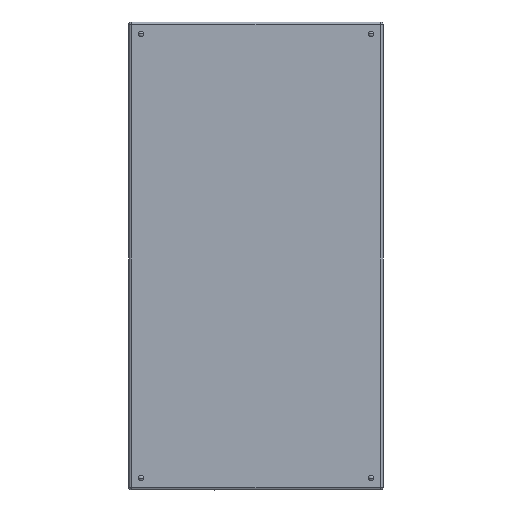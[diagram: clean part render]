
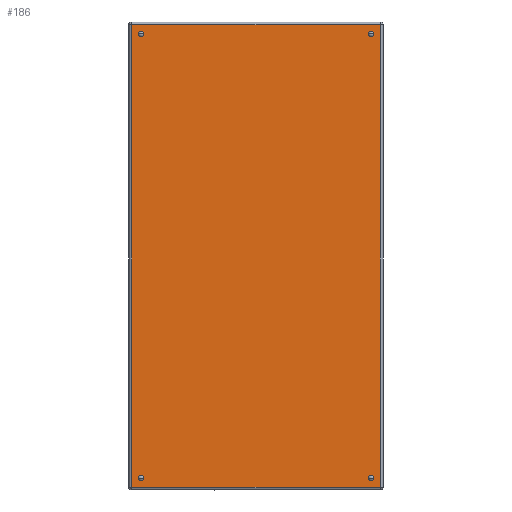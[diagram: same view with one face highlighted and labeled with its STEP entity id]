
A CAD part, front view. The second image highlights one B-rep face of the part: STEP entity #186.
In plain terms, the highlighted planar face has unit normal (0, -1, 0).
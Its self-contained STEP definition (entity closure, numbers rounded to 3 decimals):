
#42=FACE_BOUND('',#392,.T.);
#43=FACE_BOUND('',#393,.T.);
#44=FACE_BOUND('',#394,.T.);
#45=FACE_BOUND('',#395,.T.);
#46=FACE_BOUND('',#396,.T.);
#108=CIRCLE('',#1420,0.9);
#111=CIRCLE('',#1424,0.9);
#114=CIRCLE('',#1428,0.9);
#117=CIRCLE('',#1432,0.9);
#125=CIRCLE('',#1448,0.9);
#126=CIRCLE('',#1449,0.9);
#127=CIRCLE('',#1450,0.9);
#128=CIRCLE('',#1451,0.9);
#186=ADVANCED_FACE('',(#42,#43,#44,#45,#46),#264,.T.);
#264=PLANE('',#1452);
#392=EDGE_LOOP('',(#563,#564));
#393=EDGE_LOOP('',(#565,#566));
#394=EDGE_LOOP('',(#567,#568));
#395=EDGE_LOOP('',(#569,#570));
#396=EDGE_LOOP('',(#571,#572,#573,#574));
#563=ORIENTED_EDGE('',*,*,#1031,.T.);
#564=ORIENTED_EDGE('',*,*,#1068,.T.);
#565=ORIENTED_EDGE('',*,*,#1034,.T.);
#566=ORIENTED_EDGE('',*,*,#1069,.T.);
#567=ORIENTED_EDGE('',*,*,#1037,.T.);
#568=ORIENTED_EDGE('',*,*,#1070,.T.);
#569=ORIENTED_EDGE('',*,*,#1040,.T.);
#570=ORIENTED_EDGE('',*,*,#1071,.T.);
#571=ORIENTED_EDGE('',*,*,#1072,.T.);
#572=ORIENTED_EDGE('',*,*,#1073,.T.);
#573=ORIENTED_EDGE('',*,*,#1045,.T.);
#574=ORIENTED_EDGE('',*,*,#1074,.T.);
#906=VERTEX_POINT('',#2043);
#908=VERTEX_POINT('',#2046);
#909=VERTEX_POINT('',#2050);
#911=VERTEX_POINT('',#2053);
#912=VERTEX_POINT('',#2057);
#914=VERTEX_POINT('',#2060);
#915=VERTEX_POINT('',#2064);
#917=VERTEX_POINT('',#2067);
#919=VERTEX_POINT('',#2072);
#921=VERTEX_POINT('',#2077);
#922=VERTEX_POINT('',#2086);
#941=VERTEX_POINT('',#2135);
#1031=EDGE_CURVE('',#906,#908,#108,.T.);
#1034=EDGE_CURVE('',#909,#911,#111,.T.);
#1037=EDGE_CURVE('',#912,#914,#114,.T.);
#1040=EDGE_CURVE('',#915,#917,#117,.T.);
#1045=EDGE_CURVE('',#919,#921,#1218,.T.);
#1068=EDGE_CURVE('',#908,#906,#125,.T.);
#1069=EDGE_CURVE('',#911,#909,#126,.T.);
#1070=EDGE_CURVE('',#914,#912,#127,.T.);
#1071=EDGE_CURVE('',#917,#915,#128,.T.);
#1072=EDGE_CURVE('',#922,#941,#1235,.T.);
#1073=EDGE_CURVE('',#941,#919,#1236,.T.);
#1074=EDGE_CURVE('',#921,#922,#1237,.T.);
#1218=LINE('',#2078,#1320);
#1235=LINE('',#2134,#1337);
#1236=LINE('',#2136,#1338);
#1237=LINE('',#2137,#1339);
#1320=VECTOR('',#1606,1.);
#1337=VECTOR('',#1655,1.);
#1338=VECTOR('',#1656,1.);
#1339=VECTOR('',#1657,1.);
#1420=AXIS2_PLACEMENT_3D('',#2047,#1572,#1573);
#1424=AXIS2_PLACEMENT_3D('',#2054,#1580,#1581);
#1428=AXIS2_PLACEMENT_3D('',#2061,#1588,#1589);
#1432=AXIS2_PLACEMENT_3D('',#2068,#1596,#1597);
#1448=AXIS2_PLACEMENT_3D('',#2130,#1647,#1648);
#1449=AXIS2_PLACEMENT_3D('',#2131,#1649,#1650);
#1450=AXIS2_PLACEMENT_3D('',#2132,#1651,#1652);
#1451=AXIS2_PLACEMENT_3D('',#2133,#1653,#1654);
#1452=AXIS2_PLACEMENT_3D('',#2138,#1658,#1659);
#1572=DIRECTION('',(0.,1.,0.));
#1573=DIRECTION('',(0.,0.,1.));
#1580=DIRECTION('',(0.,1.,0.));
#1581=DIRECTION('',(0.,0.,1.));
#1588=DIRECTION('',(0.,1.,0.));
#1589=DIRECTION('',(0.,0.,1.));
#1596=DIRECTION('',(0.,1.,0.));
#1597=DIRECTION('',(0.,0.,1.));
#1606=DIRECTION('',(1.,0.,0.));
#1647=DIRECTION('',(0.,1.,0.));
#1648=DIRECTION('',(0.,0.,1.));
#1649=DIRECTION('',(0.,1.,0.));
#1650=DIRECTION('',(0.,0.,1.));
#1651=DIRECTION('',(0.,1.,0.));
#1652=DIRECTION('',(0.,0.,1.));
#1653=DIRECTION('',(0.,1.,0.));
#1654=DIRECTION('',(0.,0.,1.));
#1655=DIRECTION('',(-1.,0.,0.));
#1656=DIRECTION('',(0.,0.,-1.));
#1657=DIRECTION('',(0.,0.,1.));
#1658=DIRECTION('',(0.,-1.,0.));
#1659=DIRECTION('',(0.,0.,1.));
#2043=CARTESIAN_POINT('',(-38.463,0.,-75.9));
#2046=CARTESIAN_POINT('',(-40.263,0.,-75.9));
#2047=CARTESIAN_POINT('',(-39.363,0.,-75.9));
#2050=CARTESIAN_POINT('',(40.263,0.,-75.9));
#2053=CARTESIAN_POINT('',(38.463,0.,-75.9));
#2054=CARTESIAN_POINT('',(39.363,0.,-75.9));
#2057=CARTESIAN_POINT('',(-38.463,0.,75.9));
#2060=CARTESIAN_POINT('',(-40.263,0.,75.9));
#2061=CARTESIAN_POINT('',(-39.363,0.,75.9));
#2064=CARTESIAN_POINT('',(40.263,0.,75.9));
#2067=CARTESIAN_POINT('',(38.463,0.,75.9));
#2068=CARTESIAN_POINT('',(39.363,0.,75.9));
#2072=CARTESIAN_POINT('',(-42.478,0.,-79.));
#2077=CARTESIAN_POINT('',(42.478,0.,-79.));
#2078=CARTESIAN_POINT('',(43.67,0.,-79.));
#2086=CARTESIAN_POINT('',(42.478,0.,79.));
#2130=CARTESIAN_POINT('',(-39.363,0.,-75.9));
#2131=CARTESIAN_POINT('',(39.363,0.,-75.9));
#2132=CARTESIAN_POINT('',(-39.363,0.,75.9));
#2133=CARTESIAN_POINT('',(39.363,0.,75.9));
#2134=CARTESIAN_POINT('',(-43.67,0.,79.));
#2135=CARTESIAN_POINT('',(-42.478,0.,79.));
#2136=CARTESIAN_POINT('',(-42.478,0.,-80.));
#2137=CARTESIAN_POINT('',(42.478,0.,80.));
#2138=CARTESIAN_POINT('',(0.,0.,0.));
